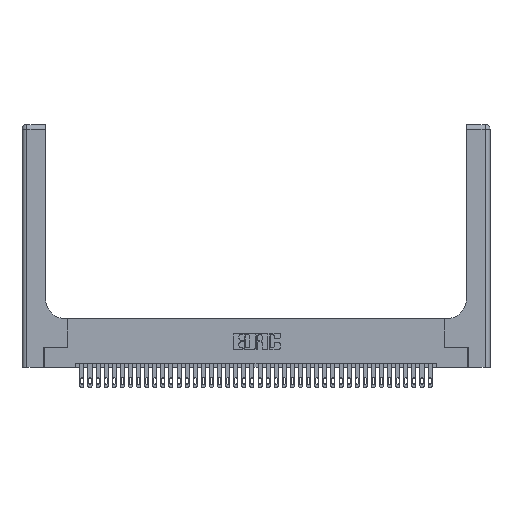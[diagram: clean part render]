
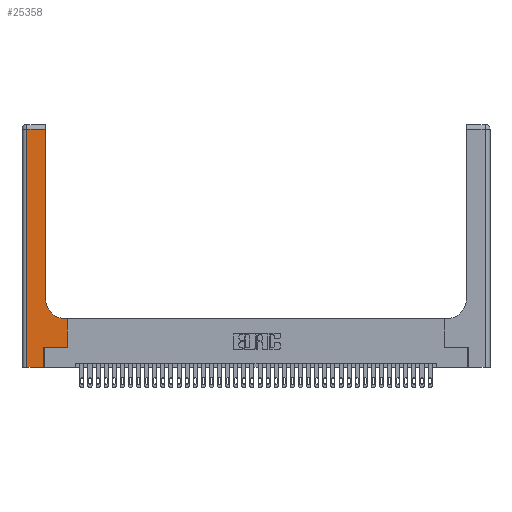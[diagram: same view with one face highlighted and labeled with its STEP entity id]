
A CAD part, top view. The second image highlights one B-rep face of the part: STEP entity #25358.
In plain terms, the highlighted planar face has unit normal (0, 0, 1).
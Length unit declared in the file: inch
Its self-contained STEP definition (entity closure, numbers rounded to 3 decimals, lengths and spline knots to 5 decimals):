
#211 = EDGE_CURVE ( 'NONE', #11568, #1257, #18613, .T. ) ;
#375 = VERTEX_POINT ( 'NONE', #4966 ) ;
#1257 = VERTEX_POINT ( 'NONE', #4817 ) ;
#2072 = EDGE_LOOP ( 'NONE', ( #27454, #11376, #5720, #9215, #37971, #25097, #9009, #31240, #13485 ) ) ;
#2628 = DIRECTION ( 'NONE',  ( 0., 1., 0. ) ) ;
#2965 = VECTOR ( 'NONE', #31422, 39.37008 ) ;
#3345 = VECTOR ( 'NONE', #22710, 39.37008 ) ;
#4631 = DIRECTION ( 'NONE',  ( 1., 0., 0. ) ) ;
#4817 = CARTESIAN_POINT ( 'NONE',  ( 0.5415, 0.6, 0.37 ) ) ;
#4966 = CARTESIAN_POINT ( 'NONE',  ( 0.269, 0.25, 0.37 ) ) ;
#5720 = ORIENTED_EDGE ( 'NONE', *, *, #22127, .T. ) ;
#5734 = DIRECTION ( 'NONE',  ( 0., 1., 0. ) ) ;
#5940 = VERTEX_POINT ( 'NONE', #38211 ) ;
#6057 = EDGE_CURVE ( 'NONE', #1257, #20703, #23052, .T. ) ;
#6235 = CARTESIAN_POINT ( 'NONE',  ( 0.06, 2.94, 0.37 ) ) ;
#6883 = CARTESIAN_POINT ( 'NONE',  ( 0., 3., 0.37 ) ) ;
#7261 = EDGE_CURVE ( 'NONE', #26024, #5940, #8243, .T. ) ;
#7882 = VERTEX_POINT ( 'NONE', #6235 ) ;
#8146 = VERTEX_POINT ( 'NONE', #31824 ) ;
#8243 = LINE ( 'NONE', #22208, #29139 ) ;
#8582 = DIRECTION ( 'NONE',  ( 1., 0., 0. ) ) ;
#9009 = ORIENTED_EDGE ( 'NONE', *, *, #17305, .T. ) ;
#9215 = ORIENTED_EDGE ( 'NONE', *, *, #7261, .T. ) ;
#9463 = DIRECTION ( 'NONE',  ( 1., 0., 0. ) ) ;
#9692 = VECTOR ( 'NONE', #23792, 39.37008 ) ;
#9953 = DIRECTION ( 'NONE',  ( 0., 0., -1. ) ) ;
#11376 = ORIENTED_EDGE ( 'NONE', *, *, #13886, .T. ) ;
#11568 = VERTEX_POINT ( 'NONE', #21224 ) ;
#12808 = LINE ( 'NONE', #23746, #29453 ) ;
#12898 = CARTESIAN_POINT ( 'NONE',  ( 0.269, 0.25, 0.37 ) ) ;
#13485 = ORIENTED_EDGE ( 'NONE', *, *, #6057, .T. ) ;
#13886 = EDGE_CURVE ( 'NONE', #8146, #7882, #19471, .T. ) ;
#14205 = AXIS2_PLACEMENT_3D ( 'NONE', #6883, #9953, #33863 ) ;
#14859 = CARTESIAN_POINT ( 'NONE',  ( 0.2915, 0.85, 0.37 ) ) ;
#15840 = LINE ( 'NONE', #29663, #9692 ) ;
#15927 = VECTOR ( 'NONE', #37030, 39.37008 ) ;
#16532 = VECTOR ( 'NONE', #2628, 39.37008 ) ;
#17305 = EDGE_CURVE ( 'NONE', #17816, #11568, #24017, .T. ) ;
#17326 = CARTESIAN_POINT ( 'NONE',  ( 0.5415, 0.85, 0.37 ) ) ;
#17816 = VERTEX_POINT ( 'NONE', #28705 ) ;
#18613 = LINE ( 'NONE', #27678, #2965 ) ;
#19471 = LINE ( 'NONE', #34889, #3345 ) ;
#20316 = FACE_OUTER_BOUND ( 'NONE', #2072, .T. ) ;
#20703 = VERTEX_POINT ( 'NONE', #14859 ) ;
#21224 = CARTESIAN_POINT ( 'NONE',  ( 0.5585, 0.6, 0.37 ) ) ;
#22127 = EDGE_CURVE ( 'NONE', #7882, #26024, #15840, .T. ) ;
#22208 = CARTESIAN_POINT ( 'NONE',  ( 0., 0., 0.37 ) ) ;
#22414 = EDGE_CURVE ( 'NONE', #375, #17816, #24836, .T. ) ;
#22710 = DIRECTION ( 'NONE',  ( -1., 0., 0. ) ) ;
#23052 = CIRCLE ( 'NONE', #26978, 0.25 ) ;
#23746 = CARTESIAN_POINT ( 'NONE',  ( 0.269, 0., 0.37 ) ) ;
#23792 = DIRECTION ( 'NONE',  ( 0., -1., 0. ) ) ;
#24017 = LINE ( 'NONE', #25281, #15927 ) ;
#24836 = LINE ( 'NONE', #12898, #36768 ) ;
#25062 = PLANE ( 'NONE',  #14205 ) ;
#25097 = ORIENTED_EDGE ( 'NONE', *, *, #22414, .T. ) ;
#25281 = CARTESIAN_POINT ( 'NONE',  ( 0.5585, 0.25, 0.37 ) ) ;
#25358 = ADVANCED_FACE ( 'NONE', ( #20316 ), #25062, .F. ) ;
#26024 = VERTEX_POINT ( 'NONE', #30621 ) ;
#26978 = AXIS2_PLACEMENT_3D ( 'NONE', #17326, #32892, #8582 ) ;
#27454 = ORIENTED_EDGE ( 'NONE', *, *, #29167, .T. ) ;
#27678 = CARTESIAN_POINT ( 'NONE',  ( 0.2915, 0.6, 0.37 ) ) ;
#28705 = CARTESIAN_POINT ( 'NONE',  ( 0.5585, 0.25, 0.37 ) ) ;
#29139 = VECTOR ( 'NONE', #4631, 39.37008 ) ;
#29167 = EDGE_CURVE ( 'NONE', #20703, #8146, #30329, .T. ) ;
#29453 = VECTOR ( 'NONE', #5734, 39.37008 ) ;
#29663 = CARTESIAN_POINT ( 'NONE',  ( 0.06, 3., 0.37 ) ) ;
#30238 = CARTESIAN_POINT ( 'NONE',  ( 0.2915, 3., 0.37 ) ) ;
#30329 = LINE ( 'NONE', #30238, #16532 ) ;
#30621 = CARTESIAN_POINT ( 'NONE',  ( 0.06, 0., 0.37 ) ) ;
#31240 = ORIENTED_EDGE ( 'NONE', *, *, #211, .T. ) ;
#31422 = DIRECTION ( 'NONE',  ( -1., 0., 0. ) ) ;
#31824 = CARTESIAN_POINT ( 'NONE',  ( 0.2915, 2.94, 0.37 ) ) ;
#32892 = DIRECTION ( 'NONE',  ( 0., 0., -1. ) ) ;
#33863 = DIRECTION ( 'NONE',  ( -1., 0., 0. ) ) ;
#34889 = CARTESIAN_POINT ( 'NONE',  ( 0., 2.94, 0.37 ) ) ;
#36192 = EDGE_CURVE ( 'NONE', #5940, #375, #12808, .T. ) ;
#36768 = VECTOR ( 'NONE', #9463, 39.37008 ) ;
#37030 = DIRECTION ( 'NONE',  ( 0., 1., 0. ) ) ;
#37971 = ORIENTED_EDGE ( 'NONE', *, *, #36192, .T. ) ;
#38211 = CARTESIAN_POINT ( 'NONE',  ( 0.269, 0., 0.37 ) ) ;
